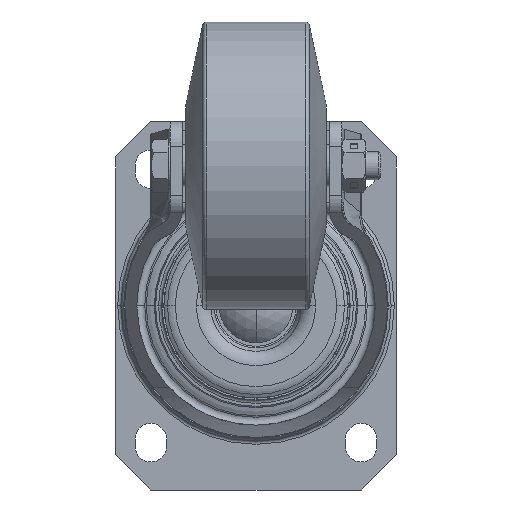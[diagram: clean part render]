
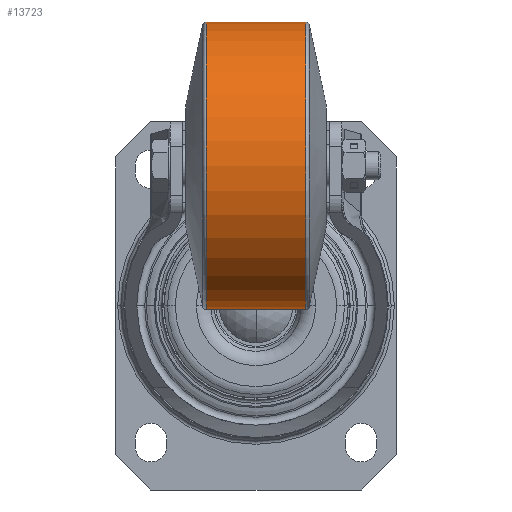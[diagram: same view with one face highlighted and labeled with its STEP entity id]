
A CAD part, front view. The second image highlights one B-rep face of the part: STEP entity #13723.
In plain terms, the highlighted cylindrical face has radius 41 mm (diameter 82 mm), a partial arc.
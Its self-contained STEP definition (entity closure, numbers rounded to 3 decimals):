
#6844 = CARTESIAN_POINT ( 'NONE',  ( 14.19, 0., 41. ) ) ;
#6858 = CARTESIAN_POINT ( 'NONE',  ( -14.19, 0., 41. ) ) ;
#6883 = DIRECTION ( 'NONE',  ( -1., 0., 0. ) ) ;
#6884 = VECTOR ( 'NONE', #6883, 1000. ) ;
#6885 = CARTESIAN_POINT ( 'NONE',  ( -26.529, 0., -41. ) ) ;
#6886 = LINE ( 'NONE', #6885, #6884 ) ;
#7007 = DIRECTION ( 'NONE',  ( 0., 0., -1. ) ) ;
#7008 = DIRECTION ( 'NONE',  ( 1., 0., 0. ) ) ;
#7009 = CARTESIAN_POINT ( 'NONE',  ( -14.19, 0., 0. ) ) ;
#7010 = AXIS2_PLACEMENT_3D ( 'NONE', #7009, #7008, #7007 ) ;
#7011 = CIRCLE ( 'NONE', #7010, 41. ) ;
#7012 = DIRECTION ( 'NONE',  ( 0., 0., -1. ) ) ;
#7013 = DIRECTION ( 'NONE',  ( -1., 0., 0. ) ) ;
#7014 = CARTESIAN_POINT ( 'NONE',  ( 14.19, 0., 0. ) ) ;
#7015 = AXIS2_PLACEMENT_3D ( 'NONE', #7014, #7013, #7012 ) ;
#7020 = CIRCLE ( 'NONE', #7015, 41. ) ;
#7044 = CARTESIAN_POINT ( 'NONE',  ( -14.19, 0., -41. ) ) ;
#7080 = DIRECTION ( 'NONE',  ( -1., 0., 0. ) ) ;
#7081 = VECTOR ( 'NONE', #7080, 1000. ) ;
#7082 = CARTESIAN_POINT ( 'NONE',  ( -26.529, 0., 41. ) ) ;
#7083 = LINE ( 'NONE', #7082, #7081 ) ;
#7108 = CARTESIAN_POINT ( 'NONE',  ( 14.19, 0., -41. ) ) ;
#7544 = CYLINDRICAL_SURFACE ( 'NONE', #7604, 41. ) ;
#7545 = FACE_OUTER_BOUND ( 'NONE', #13724, .T. ) ;
#7551 = CARTESIAN_POINT ( 'NONE',  ( -26.529, 0., 0. ) ) ;
#7602 = DIRECTION ( 'NONE',  ( 0., 0., 1. ) ) ;
#7603 = DIRECTION ( 'NONE',  ( -1., 0., 0. ) ) ;
#7604 = AXIS2_PLACEMENT_3D ( 'NONE', #7551, #7603, #7602 ) ;
#13293 = VERTEX_POINT ( 'NONE', #6844 ) ;
#13315 = VERTEX_POINT ( 'NONE', #6858 ) ;
#13331 = EDGE_CURVE ( 'NONE', #13455, #13421, #6886, .T. ) ;
#13401 = ORIENTED_EDGE ( 'NONE', *, *, #13331, .F. ) ;
#13402 = ORIENTED_EDGE ( 'NONE', *, *, #13403, .T. ) ;
#13403 = EDGE_CURVE ( 'NONE', #13455, #13293, #7020, .T. ) ;
#13404 = ORIENTED_EDGE ( 'NONE', *, *, #13439, .T. ) ;
#13405 = ORIENTED_EDGE ( 'NONE', *, *, #13406, .T. ) ;
#13406 = EDGE_CURVE ( 'NONE', #13315, #13421, #7011, .T. ) ;
#13421 = VERTEX_POINT ( 'NONE', #7044 ) ;
#13439 = EDGE_CURVE ( 'NONE', #13293, #13315, #7083, .T. ) ;
#13455 = VERTEX_POINT ( 'NONE', #7108 ) ;
#13723 = ADVANCED_FACE ( 'NONE', ( #7545 ), #7544, .T. ) ;
#13724 = EDGE_LOOP ( 'NONE', ( #13401, #13402, #13404, #13405 ) ) ;
